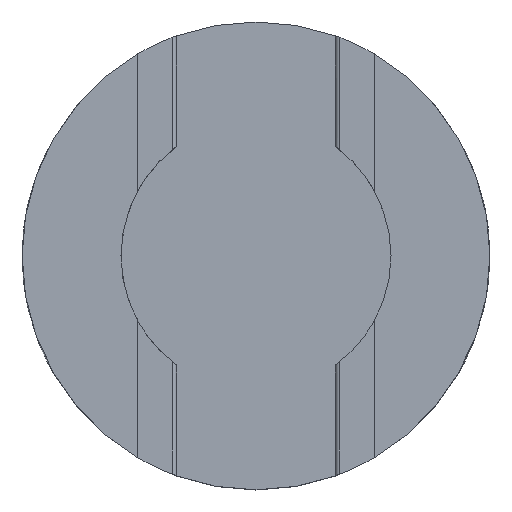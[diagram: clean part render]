
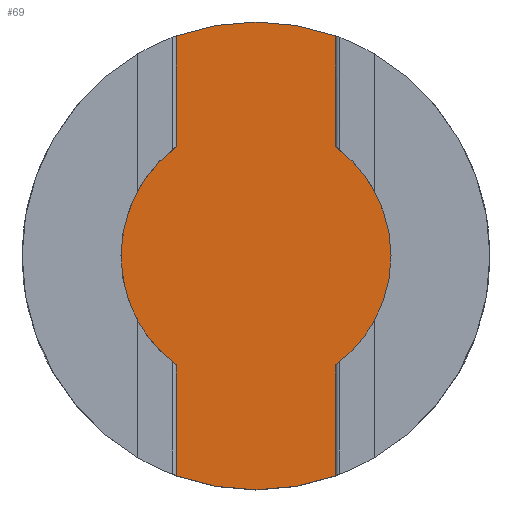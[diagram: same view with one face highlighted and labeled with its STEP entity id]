
A CAD part, top view. The second image highlights one B-rep face of the part: STEP entity #69.
In plain terms, the highlighted planar face has unit normal (0, 0, 1).
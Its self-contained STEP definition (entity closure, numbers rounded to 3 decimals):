
#2 = CARTESIAN_POINT ( 'NONE',  ( -5.385, -14.907, 1.45 ) ) ;
#12 = VERTEX_POINT ( 'NONE', #1161 ) ;
#46 = DIRECTION ( 'NONE',  ( 0., 0., -1. ) ) ;
#69 = ADVANCED_FACE ( 'NONE', ( #1294 ), #1039, .T. ) ;
#96 = DIRECTION ( 'NONE',  ( 1., 0., 0. ) ) ;
#102 = EDGE_CURVE ( 'NONE', #1577, #491, #958, .T. ) ;
#122 = CIRCLE ( 'NONE', #692, 9.15 ) ;
#130 = AXIS2_PLACEMENT_3D ( 'NONE', #1513, #1041, #364 ) ;
#146 = ORIENTED_EDGE ( 'NONE', *, *, #754, .T. ) ;
#178 = DIRECTION ( 'NONE',  ( 0., 0., 1. ) ) ;
#187 = ORIENTED_EDGE ( 'NONE', *, *, #102, .T. ) ;
#190 = EDGE_CURVE ( 'NONE', #12, #878, #1146, .T. ) ;
#207 = CARTESIAN_POINT ( 'NONE',  ( 0., 0., 1.45 ) ) ;
#272 = LINE ( 'NONE', #786, #664 ) ;
#309 = VERTEX_POINT ( 'NONE', #745 ) ;
#328 = CARTESIAN_POINT ( 'NONE',  ( 0., 0., 1.45 ) ) ;
#330 = DIRECTION ( 'NONE',  ( 0., 1., 0. ) ) ;
#341 = CIRCLE ( 'NONE', #561, 9.15 ) ;
#347 = ORIENTED_EDGE ( 'NONE', *, *, #1059, .T. ) ;
#349 = EDGE_CURVE ( 'NONE', #689, #1131, #122, .T. ) ;
#351 = EDGE_CURVE ( 'NONE', #542, #12, #1604, .T. ) ;
#355 = ORIENTED_EDGE ( 'NONE', *, *, #1636, .F. ) ;
#364 = DIRECTION ( 'NONE',  ( 1., 0., 0. ) ) ;
#377 = EDGE_CURVE ( 'NONE', #689, #542, #965, .T. ) ;
#437 = DIRECTION ( 'NONE',  ( 0., -1., 0. ) ) ;
#439 = ORIENTED_EDGE ( 'NONE', *, *, #190, .T. ) ;
#446 = VECTOR ( 'NONE', #437, 1000. ) ;
#464 = DIRECTION ( 'NONE',  ( 0., 1., 0. ) ) ;
#474 = CARTESIAN_POINT ( 'NONE',  ( 5.385, 14.907, 1.45 ) ) ;
#485 = CARTESIAN_POINT ( 'NONE',  ( 5.385, 7.398, 1.45 ) ) ;
#491 = VERTEX_POINT ( 'NONE', #1304 ) ;
#542 = VERTEX_POINT ( 'NONE', #2 ) ;
#561 = AXIS2_PLACEMENT_3D ( 'NONE', #207, #725, #743 ) ;
#583 = AXIS2_PLACEMENT_3D ( 'NONE', #1029, #1511, #653 ) ;
#585 = AXIS2_PLACEMENT_3D ( 'NONE', #328, #178, #836 ) ;
#594 = CIRCLE ( 'NONE', #130, 9.15 ) ;
#653 = DIRECTION ( 'NONE',  ( 1., 0., 0. ) ) ;
#664 = VECTOR ( 'NONE', #923, 1000. ) ;
#668 = ORIENTED_EDGE ( 'NONE', *, *, #349, .F. ) ;
#689 = VERTEX_POINT ( 'NONE', #1487 ) ;
#690 = DIRECTION ( 'NONE',  ( 1., 0., 0. ) ) ;
#692 = AXIS2_PLACEMENT_3D ( 'NONE', #956, #46, #690 ) ;
#725 = DIRECTION ( 'NONE',  ( 0., 0., -1. ) ) ;
#743 = DIRECTION ( 'NONE',  ( 1., 0., 0. ) ) ;
#745 = CARTESIAN_POINT ( 'NONE',  ( 9.15, 0., 1.45 ) ) ;
#754 = EDGE_CURVE ( 'NONE', #491, #1442, #981, .T. ) ;
#786 = CARTESIAN_POINT ( 'NONE',  ( -5.385, 14.907, 1.45 ) ) ;
#816 = CARTESIAN_POINT ( 'NONE',  ( 5.385, 14.907, 1.45 ) ) ;
#836 = DIRECTION ( 'NONE',  ( 1., 0., 0. ) ) ;
#845 = VECTOR ( 'NONE', #464, 1000. ) ;
#878 = VERTEX_POINT ( 'NONE', #1334 ) ;
#891 = ORIENTED_EDGE ( 'NONE', *, *, #351, .T. ) ;
#923 = DIRECTION ( 'NONE',  ( 0., -1., 0. ) ) ;
#956 = CARTESIAN_POINT ( 'NONE',  ( 0., 0., 1.45 ) ) ;
#958 = LINE ( 'NONE', #816, #1036 ) ;
#965 = LINE ( 'NONE', #1332, #446 ) ;
#981 = CIRCLE ( 'NONE', #1404, 15.85 ) ;
#1029 = CARTESIAN_POINT ( 'NONE',  ( 0., 0., 1.45 ) ) ;
#1036 = VECTOR ( 'NONE', #330, 1000. ) ;
#1039 = PLANE ( 'NONE',  #583 ) ;
#1041 = DIRECTION ( 'NONE',  ( 0., 0., -1. ) ) ;
#1059 = EDGE_CURVE ( 'NONE', #1442, #1131, #272, .T. ) ;
#1131 = VERTEX_POINT ( 'NONE', #1391 ) ;
#1143 = EDGE_CURVE ( 'NONE', #1577, #309, #594, .T. ) ;
#1146 = LINE ( 'NONE', #474, #845 ) ;
#1158 = ORIENTED_EDGE ( 'NONE', *, *, #1143, .F. ) ;
#1161 = CARTESIAN_POINT ( 'NONE',  ( 5.385, -14.907, 1.45 ) ) ;
#1166 = CARTESIAN_POINT ( 'NONE',  ( 0., 0., 1.45 ) ) ;
#1263 = DIRECTION ( 'NONE',  ( 0., 0., 1. ) ) ;
#1294 = FACE_OUTER_BOUND ( 'NONE', #1474, .T. ) ;
#1304 = CARTESIAN_POINT ( 'NONE',  ( 5.385, 14.907, 1.45 ) ) ;
#1332 = CARTESIAN_POINT ( 'NONE',  ( -5.385, 14.907, 1.45 ) ) ;
#1334 = CARTESIAN_POINT ( 'NONE',  ( 5.385, -7.398, 1.45 ) ) ;
#1391 = CARTESIAN_POINT ( 'NONE',  ( -5.385, 7.398, 1.45 ) ) ;
#1404 = AXIS2_PLACEMENT_3D ( 'NONE', #1166, #1263, #96 ) ;
#1442 = VERTEX_POINT ( 'NONE', #1445 ) ;
#1445 = CARTESIAN_POINT ( 'NONE',  ( -5.385, 14.907, 1.45 ) ) ;
#1474 = EDGE_LOOP ( 'NONE', ( #439, #355, #1158, #187, #146, #347, #668, #1503, #891 ) ) ;
#1487 = CARTESIAN_POINT ( 'NONE',  ( -5.385, -7.398, 1.45 ) ) ;
#1503 = ORIENTED_EDGE ( 'NONE', *, *, #377, .T. ) ;
#1511 = DIRECTION ( 'NONE',  ( 0., 0., 1. ) ) ;
#1513 = CARTESIAN_POINT ( 'NONE',  ( 0., 0., 1.45 ) ) ;
#1577 = VERTEX_POINT ( 'NONE', #485 ) ;
#1604 = CIRCLE ( 'NONE', #585, 15.85 ) ;
#1636 = EDGE_CURVE ( 'NONE', #309, #878, #341, .T. ) ;
